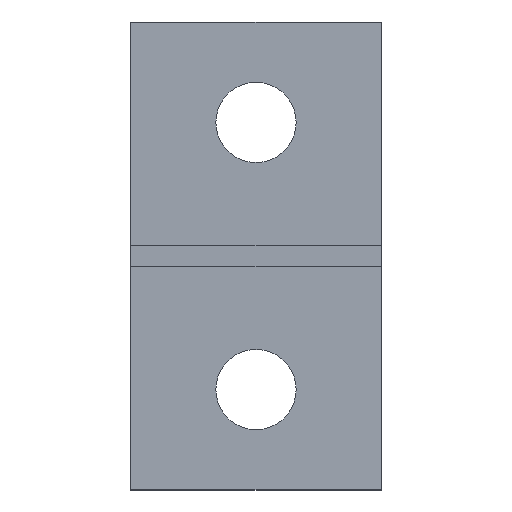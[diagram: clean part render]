
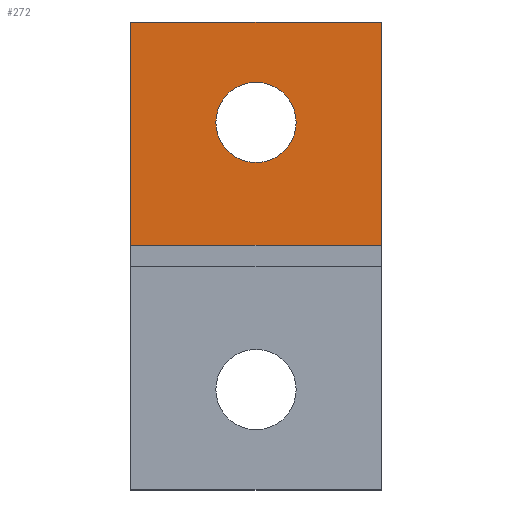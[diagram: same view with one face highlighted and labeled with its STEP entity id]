
A CAD part, top view. The second image highlights one B-rep face of the part: STEP entity #272.
In plain terms, the highlighted planar face has unit normal (0, 0, 1).
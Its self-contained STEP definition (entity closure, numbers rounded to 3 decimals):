
#18=FACE_BOUND('',#68,.T.);
#32=PLANE('',#315);
#48=FACE_OUTER_BOUND('',#67,.T.);
#67=EDGE_LOOP('',(#250,#251,#252,#253));
#68=EDGE_LOOP('',(#254));
#89=LINE('',#435,#119);
#92=LINE('',#441,#122);
#96=LINE('',#454,#126);
#98=LINE('',#457,#128);
#119=VECTOR('',#362,10.);
#122=VECTOR('',#367,10.);
#126=VECTOR('',#381,10.);
#128=VECTOR('',#385,10.);
#132=CIRCLE('',#312,1.6);
#144=VERTEX_POINT('',#420);
#145=VERTEX_POINT('',#424);
#148=VERTEX_POINT('',#439);
#151=VERTEX_POINT('',#449);
#152=VERTEX_POINT('',#453);
#175=EDGE_CURVE('',#144,#145,#89,.T.);
#178=EDGE_CURVE('',#148,#145,#92,.T.);
#183=EDGE_CURVE('',#151,#151,#132,.T.);
#184=EDGE_CURVE('',#144,#152,#96,.T.);
#186=EDGE_CURVE('',#152,#148,#98,.T.);
#250=ORIENTED_EDGE('',*,*,#175,.T.);
#251=ORIENTED_EDGE('',*,*,#178,.F.);
#252=ORIENTED_EDGE('',*,*,#186,.F.);
#253=ORIENTED_EDGE('',*,*,#184,.F.);
#254=ORIENTED_EDGE('',*,*,#183,.T.);
#272=ADVANCED_FACE('',(#48,#18),#32,.T.);
#312=AXIS2_PLACEMENT_3D('',#451,#377,#378);
#315=AXIS2_PLACEMENT_3D('',#458,#386,#387);
#362=DIRECTION('',(1.,0.,0.));
#367=DIRECTION('',(0.,-1.,0.));
#377=DIRECTION('center_axis',(0.,0.,-1.));
#378=DIRECTION('ref_axis',(-1.,0.,0.));
#381=DIRECTION('',(0.,1.,0.));
#385=DIRECTION('',(1.,0.,0.));
#386=DIRECTION('center_axis',(0.,0.,1.));
#387=DIRECTION('ref_axis',(1.,0.,0.));
#420=CARTESIAN_POINT('',(-5.,-3.9,1.));
#424=CARTESIAN_POINT('',(5.,-3.9,1.));
#435=CARTESIAN_POINT('',(2.5,-3.9,1.));
#439=CARTESIAN_POINT('',(5.,5.,1.));
#441=CARTESIAN_POINT('',(5.,5.,1.));
#449=CARTESIAN_POINT('',(1.6,1.,1.));
#451=CARTESIAN_POINT('Origin',(0.,1.,1.));
#453=CARTESIAN_POINT('',(-5.,5.,1.));
#454=CARTESIAN_POINT('',(-5.,-5.,1.));
#457=CARTESIAN_POINT('',(-5.,5.,1.));
#458=CARTESIAN_POINT('Origin',(0.,0.,1.));
